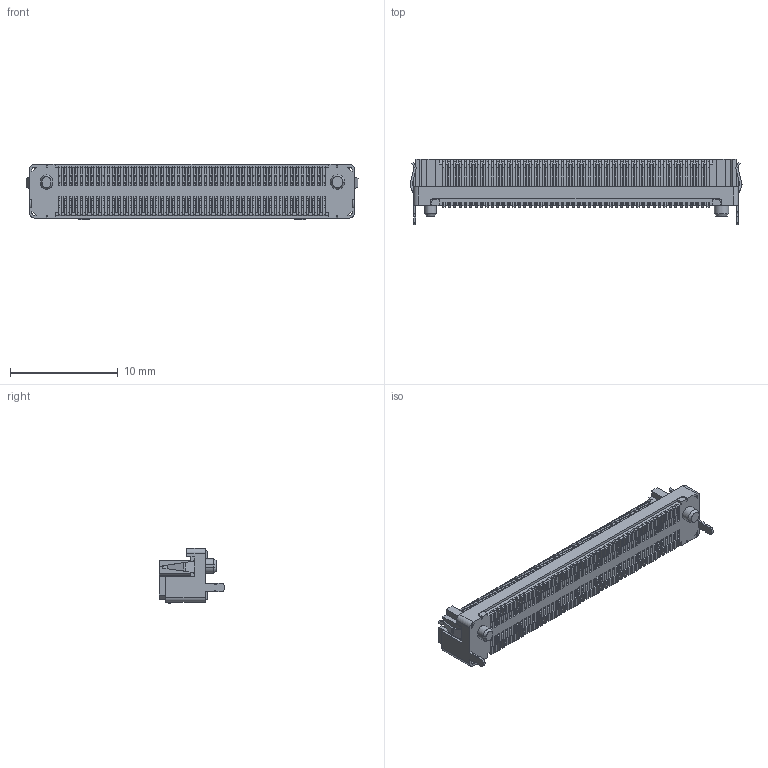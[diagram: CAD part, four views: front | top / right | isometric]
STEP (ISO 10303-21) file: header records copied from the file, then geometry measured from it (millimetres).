
FILE_DESCRIPTION( ( 'STEP AP214' ), '1' );
FILE_NAME( 'LSHM-150-03.0-L-DV-A-S-TR.stp', '2021-01-23T04:52:10', ( 'License CC BY-ND 4.0' ), ( 'CADENAS' ), ' ', 'PARTsolutions', ' ' );
FILE_SCHEMA( ( 'AUTOMOTIVE_DESIGN { 1 0 10303 214 1 1 1 1 }' ) );
Length unit declared in the file: millimetre
Products named in the file (3): LSHM-150-03.0-L-DV-A-S-TR; _STRLSHM-50-03.0-DV-A-S; _C-185--50-03.0-DV1P
Assembly tree (2 placements, depth 2):
  LSHM-150-03.0-L-DV-A-S-TR
    _STRLSHM-50-03.0-DV-A-S
    _C-185--50-03.0-DV1P
Bounding box: 30.8 x 6.1 x 5.13 mm (x, y, z)
Volume: 391.8 mm3; surface area: 2260.6 mm2
Topology: 2 solids, 2 shells, 3734 faces, 11153 edges, 7222 vertices
Faces by surface type: plane 2999, cylinder 732, cone 3
Full cylindrical faces by diameter (mm): 1.32 x1
Entity records: 153791 total; most frequent: ORIENTED_EDGE 22300, CARTESIAN_POINT 22108, DIRECTION 20095, EDGE_CURVE 11150, LINE 9679, VECTOR 9679, VERTEX_POINT 7221, AXIS2_PLACEMENT_3D 5208
